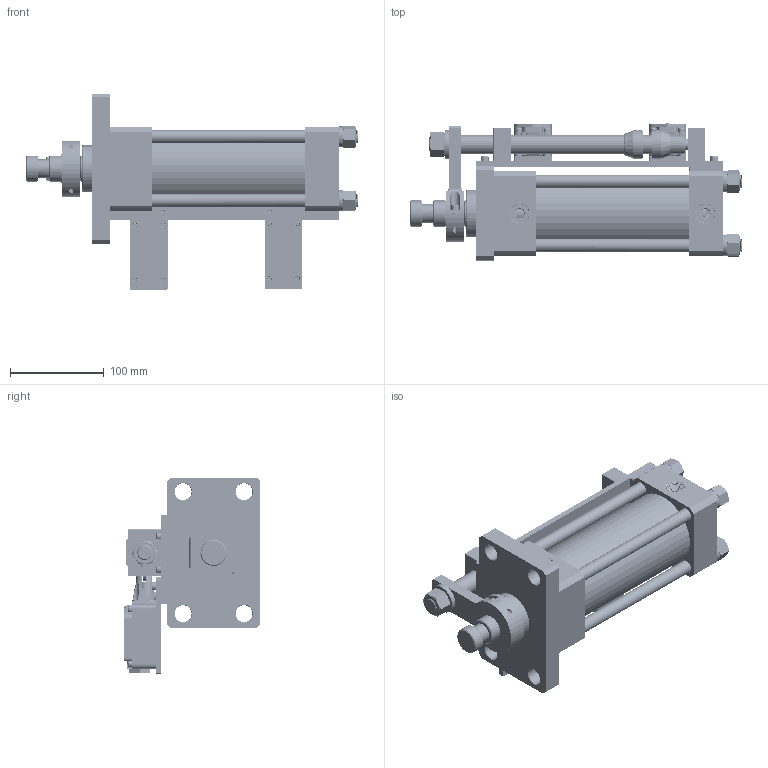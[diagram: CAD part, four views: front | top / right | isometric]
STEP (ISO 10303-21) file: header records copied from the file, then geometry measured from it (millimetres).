
FILE_DESCRIPTION (( 'STEP AP203' ), '1' );
FILE_NAME ('CHK-FA63-110D油缸三维图.STEP', '2013-03-16T01:11:37', ( 'user' ), ( 'Microsoft' ), 'SwSTEP 2.0', 'SolidWorks 2010', '' );
FILE_SCHEMA (( 'CONFIG_CONTROL_DESIGN' ));
Length unit declared in the file: millimetre
Products named in the file (35): ヶ遣喳杶_3; 63ヶ裔_3; 俴最奪盓傅釱_3; 袉赽_3; hexagon nuts grade c gb_GB_FASTENER_NUT_SNC1 M14-N_3; 333_GB_FASTENER_WASHER_SW 14_3; hexagon nuts grade c gb_GB_FASTENER_NUT_SNC1 M16-N_3; cross recessed countersunk head screws gb1_GB_CROSS_SCREWS_TYPE4 M3X6-4.35  H type-N_3; hexagon socket head cap screws gb_GB_FASTENER_SCREWS_HSHCS M4X30-N_3; 絳堤菁啣63-110; 俴最奪63-110; 絳堤蟀諉芛11_3; CHK-FA63-110D油缸三维图; 綴裔63_3; 綴遣喳杶_3; ｻ鏸獷3; 渡杶_3; 楊擘_3; 菜輸_3; 俴最裝嘐隅釱_3; 俴最羲壽嘐隅釱_3; hexagon socket head cap screws gb_GB_FASTENER_SCREWS_HSHCS M5X16-N_3; hexagon socket head cap screws gb_GB_FASTENER_SCREWS_HSHCS M6X35-N_3; 333_GB_FASTENER_WASHER_SW 20_3; hexagon socket head cap screws gb_GB_FASTENER_SCREWS_HSHCS M5X10-N_3; hex socket set screws with flat point gb_GB_FASTENER_SCREWS_HSFP M5X12-N_3; hex socket set screws with flat point gb_GB_FASTENER_SCREWS_HSFP M5X8-N_3; 俴最羲壽_3; 活塞杆63-110; 詰芠63-110; 嶺裝63-110; 俴最裝63-110; 絳堤蟀諉芛12_3; 絳堤蟀諉啣_3; bead4
Assembly tree (74 placements, depth 2):
  CHK-FA63-110D油缸三维图
    cross recessed countersunk head screws gb1_GB_CROSS_SCREWS_TYPE4 M3X6-4.35  H type-N_3  x10
    俴最裝嘐隅釱_3
    hex socket set screws with flat point gb_GB_FASTENER_SCREWS_HSFP M5X8-N_3  x2
    hexagon socket head cap screws gb_GB_FASTENER_SCREWS_HSHCS M6X35-N_3  x4
    333_GB_FASTENER_WASHER_SW 14_3  x4
    俴最羲壽_3  x2
    hexagon socket head cap screws gb_GB_FASTENER_SCREWS_HSHCS M4X30-N_3  x8
    hexagon nuts grade c gb_GB_FASTENER_NUT_SNC1 M14-N_3  x4
    俴最奪63-110
    菜輸_3
    俴最奪盓傅釱_3
    俴最羲壽嘐隅釱_3  x2
    嶺裝63-110  x4
    楊擘_3
    hexagon socket head cap screws gb_GB_FASTENER_SCREWS_HSHCS M5X10-N_3  x6
    絳堤蟀諉芛11_3
    ｻ鏸獷3
    絳堤蟀諉啣_3
    渡杶_3
    hexagon socket head cap screws gb_GB_FASTENER_SCREWS_HSHCS M5X16-N_3  x4
    bead4
    袉赽_3  x2
    333_GB_FASTENER_WASHER_SW 20_3
    活塞杆63-110
    絳堤蟀諉芛12_3
    綴裔63_3
    hexagon nuts grade c gb_GB_FASTENER_NUT_SNC1 M16-N_3
    俴最裝63-110
    hex socket set screws with flat point gb_GB_FASTENER_SCREWS_HSFP M5X12-N_3
    絳堤菁啣63-110
    綴遣喳杶_3
    ヶ遣喳杶_3
    63ヶ裔_3
    詰芠63-110
Bounding box: 354 x 146.05 x 209.63 mm (x, y, z)
Volume: 2117956.7 mm3; surface area: 565274 mm2
Topology: 73 solids, 74 shells, 2801 faces, 6892 edges, 4310 vertices
Faces by surface type: cylinder 1094, plane 960, cone 454, bspline 293
Entity records: 86243 total; most frequent: CARTESIAN_POINT 48063, ORIENTED_EDGE 7258, DIRECTION 6707, EDGE_CURVE 3630, AXIS2_PLACEMENT_3D 2590, VERTEX_POINT 2274, EDGE_LOOP 1697, VECTOR 1527
